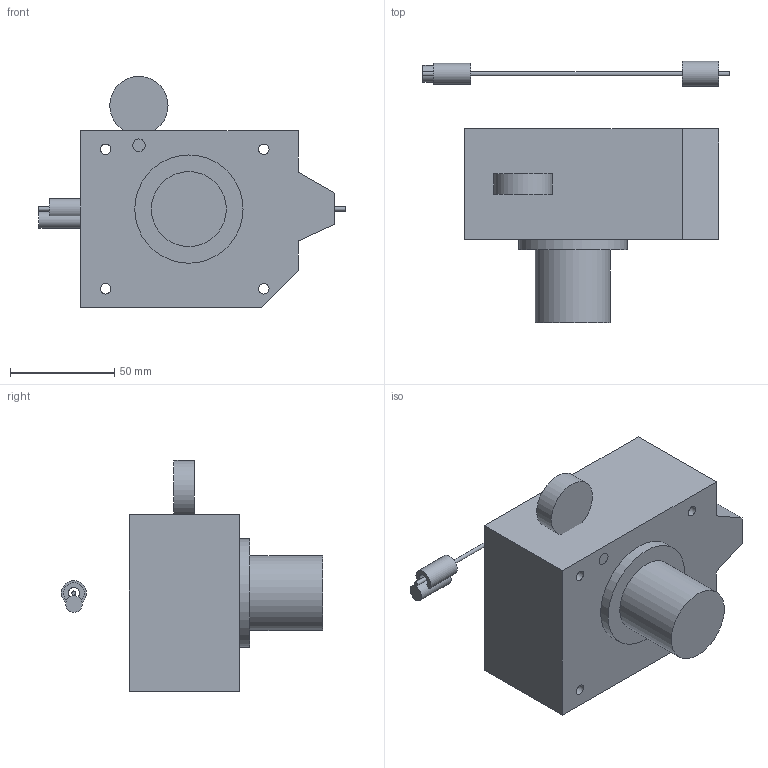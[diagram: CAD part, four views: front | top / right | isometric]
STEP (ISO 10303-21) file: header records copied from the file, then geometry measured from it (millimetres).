
FILE_DESCRIPTION(('Open CASCADE Model'),'2;1');
FILE_NAME('Open CASCADE Shape Model','2026-02-22T22:06:57',('Author'),( 'Open CASCADE'),'Open CASCADE STEP processor 7.8','Open CASCADE 7.8' ,'Unknown');
FILE_SCHEMA(('AUTOMOTIVE_DESIGN { 1 0 10303 214 1 1 1 1 }'));
Length unit declared in the file: millimetre
Products named in the file (13): dc0d08e2-107d-11f1-8b36-a67bedd530c4; housing; output_nozzle; inlet_fitting; wire_feed_axis; gearbox_flange; motor; drive_roller; tensioner_roller; tensioner_arm; arm_pivot_pin; tensioner_knob; tension_adj_bolt
Assembly tree (12 placements, depth 2):
  dc0d08e2-107d-11f1-8b36-a67bedd530c4
    housing
    output_nozzle
    inlet_fitting
    wire_feed_axis
    gearbox_flange
    motor
    drive_roller
    tensioner_roller
    tensioner_arm
    arm_pivot_pin
    tensioner_knob
    tension_adj_bolt
Bounding box: 147 x 125.5 x 111 mm (x, y, z)
Volume: 548171.2 mm3; surface area: 64461.7 mm2
Topology: 12 solids, 12 shells, 53 faces, 87 edges, 58 vertices
Faces by surface type: plane 37, cylinder 16
Full cylindrical faces by diameter (mm): 2 x1, 5 x4, 5.3 x1, 5.5 x1, 6 x1, 8 x1, 10 x1, 12 x1, 25 x2, 28 x1, 36 x1, 52 x1
Entity records: 2701 total; most frequent: DIRECTION 423, CARTESIAN_POINT 397, LINE 197, VECTOR 197, ORIENTED_EDGE 174, PCURVE 174, DEFINITIONAL_REPRESENTATION 174, AXIS2_PLACEMENT_3D 98
